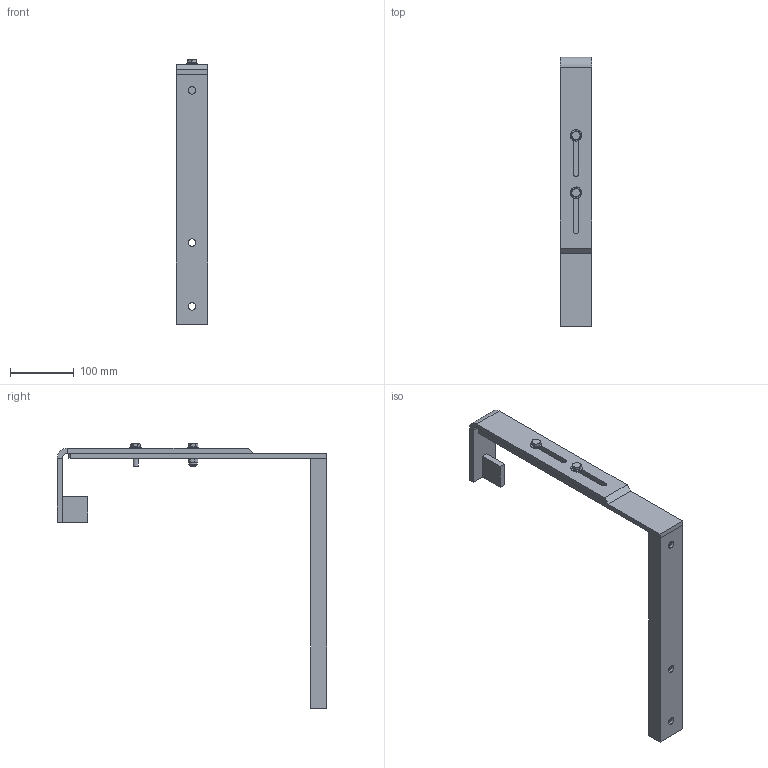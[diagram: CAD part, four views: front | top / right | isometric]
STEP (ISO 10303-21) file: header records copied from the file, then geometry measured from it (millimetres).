
FILE_DESCRIPTION (( 'STEP AP214' ), '1' );
FILE_NAME ('02010-4E1.STEP', '2023-05-16T13:35:25', ( '' ), ( '' ), 'SwSTEP 2.0', 'SolidWorks 2023', '' );
FILE_SCHEMA (( 'AUTOMOTIVE_DESIGN' ));
Length unit declared in the file: millimetre
Products named in the file (10): 02010-401_REPB; 02010-401; Ecrou Nylstop_ECROU H FR M8; 02010-4E1; 02010-402_REPA; Vis TETE H_VIS H M8x30; 02010-402; 02010-401_REPA; 02010-402_REPB; Rondelle plate_RONDELLE M Ø8
Assembly tree (11 placements, depth 3):
  02010-4E1
    02010-402
      02010-402_REPA
      02010-402_REPB
    02010-401
      02010-401_REPA
      02010-401_REPB
    Rondelle plate_RONDELLE M Ø8  x2
    Vis TETE H_VIS H M8x30  x2
    Ecrou Nylstop_ECROU H FR M8
Bounding box: 50 x 423 x 415 mm (x, y, z)
Volume: 526568 mm3; surface area: 177339.3 mm2
Topology: 9 solids, 9 shells, 156 faces, 355 edges, 221 vertices
Faces by surface type: plane 72, cylinder 38, cone 36, torus 10
Entity records: 4102 total; most frequent: CARTESIAN_POINT 814, DIRECTION 641, ORIENTED_EDGE 578, EDGE_CURVE 289, AXIS2_PLACEMENT_3D 247, VERTEX_POINT 180, LINE 147, VECTOR 147
